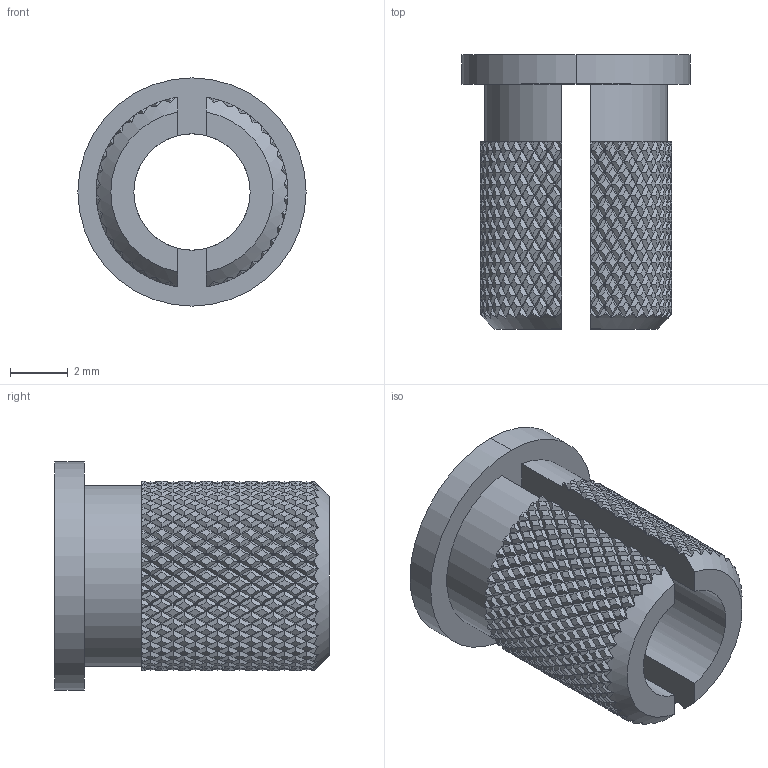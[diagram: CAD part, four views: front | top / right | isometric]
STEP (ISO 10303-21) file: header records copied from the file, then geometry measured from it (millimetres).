
FILE_DESCRIPTION (( 'STEP AP214' ), '1' );
FILE_NAME ('WCP-0470.step', '2021-11-17T09:52:37', ( '' ), ( '' ), 'SwSTEP 2.0', 'SolidWorks 2020', '' );
FILE_SCHEMA (( 'AUTOMOTIVE_DESIGN' ));
Products named in the file (1): WCP-0470
Bounding box: 7.93 x 9.53 x 7.93 mm (x, y, z)
Volume: 186.1 mm3; surface area: 445.3 mm2
Topology: 1 solids, 1 shells, 3018 faces, 6226 edges, 3210 vertices
Faces by surface type: bspline 2368, cylinder 636, plane 10, cone 4
Entity records: 129906 total; most frequent: CARTESIAN_POINT 93584, ORIENTED_EDGE 12452, EDGE_CURVE 6226, VERTEX_POINT 3210, EDGE_LOOP 3020, ADVANCED_FACE 3018, FACE_OUTER_BOUND 3018, B_SPLINE_CURVE_WITH_KNOTS 2133
